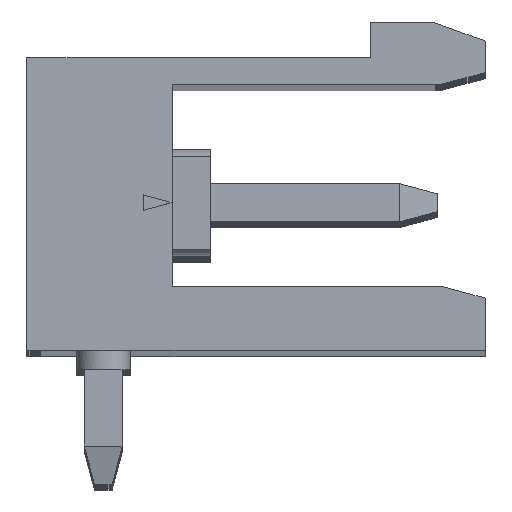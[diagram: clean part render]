
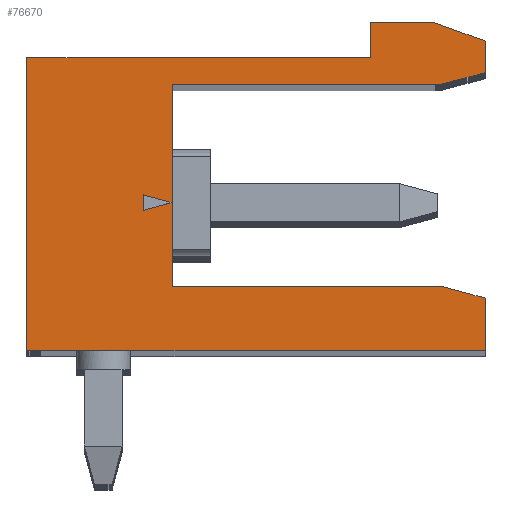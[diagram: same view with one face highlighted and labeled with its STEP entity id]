
A CAD part, top view. The second image highlights one B-rep face of the part: STEP entity #76670.
In plain terms, the highlighted planar face has unit normal (0, 0, 1).
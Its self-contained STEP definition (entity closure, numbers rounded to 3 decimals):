
#59330=CARTESIAN_POINT('',(39.677,41.844
   ,2.54));
#59340=VERTEX_POINT('',#59330);
#59490=CARTESIAN_POINT('',(39.677,41.442
   ,2.54));
#59500=VERTEX_POINT('',#59490);
#59530=CARTESIAN_POINT('',(39.677,0.
   ,2.54));
#59540=DIRECTION('',(0.,-1.,
   0.));
#59550=VECTOR('',#59540,1.);
#59560=LINE('',#59530,#59550);
#59570=EDGE_CURVE('',#59340,#59500,#59560,.T.);
#59780=CARTESIAN_POINT('',(48.627,45.048
   ,2.54));
#59790=VERTEX_POINT('',#59780);
#59960=CARTESIAN_POINT('',(47.464,44.736
   ,2.54));
#59970=VERTEX_POINT('',#59960);
#60000=CARTESIAN_POINT('',(0.,32.018
   ,2.54));
#60010=DIRECTION('',(0.966,0.259,
   0.));
#60020=VECTOR('',#60010,1.);
#60030=LINE('',#60000,#60020);
#60040=EDGE_CURVE('',#59970,#59790,#60030,.T.);
#63850=CARTESIAN_POINT('',(48.627,0.
   ,2.54));
#63860=DIRECTION('',(0.,1.,
   0.));
#63870=VECTOR('',#63860,1.);
#63880=LINE('',#63850,#63870);
#63890=CARTESIAN_POINT('',(48.627,45.873
   ,2.54));
#63900=VERTEX_POINT('',#63890);
#63910=EDGE_CURVE('',#59790,#63900,#63880,.T.);
#65760=CARTESIAN_POINT('',(40.427,41.643
   ,2.54));
#65770=VERTEX_POINT('',#65760);
#65890=CARTESIAN_POINT('',(-0.05,
   52.488,2.54));
#65900=DIRECTION('',(-0.966,0.259,
   0.));
#65910=VECTOR('',#65900,1.);
#65920=LINE('',#65890,#65910);
#65930=EDGE_CURVE('',#65770,#59340,#65920,.T.);
#69420=CARTESIAN_POINT('',(48.627,39.143
   ,2.54));
#69430=VERTEX_POINT('',#69420);
#69480=CARTESIAN_POINT('',(0.,52.172
   ,2.54));
#69490=DIRECTION('',(0.966,-0.259,
   0.));
#69500=VECTOR('',#69490,1.);
#69510=LINE('',#69480,#69500);
#69520=CARTESIAN_POINT('',(47.507,39.443
   ,2.54));
#69530=VERTEX_POINT('',#69520);
#69540=EDGE_CURVE('',#69530,#69430,#69510,.T.);
#74550=CARTESIAN_POINT('',(-0.05,
   30.797,2.54));
#74560=DIRECTION('',(0.966,0.259,
   0.));
#74570=VECTOR('',#74560,1.);
#74580=LINE('',#74550,#74570);
#74590=EDGE_CURVE('',#59500,#65770,#74580,.T.);
#75560=CARTESIAN_POINT('',(40.427,39.443
   ,2.54));
#75570=VERTEX_POINT('',#75560);
#75670=CARTESIAN_POINT('',(0.,39.443
   ,2.54));
#75680=DIRECTION('',(-1.,0.,
   0.));
#75690=VECTOR('',#75680,1.);
#75700=LINE('',#75670,#75690);
#75710=EDGE_CURVE('',#69530,#75570,#75700,.T.);
#75830=CARTESIAN_POINT('',(39.845,39.69
   ,2.54));
#75840=DIRECTION('',(0.,0.,
   1.));
#75850=DIRECTION('',(1.,0.,
   0.));
#75860=AXIS2_PLACEMENT_3D('',#75830,#75840,#75850);
#75870=PLANE('',#75860);
#75880=ORIENTED_EDGE('',*,*,#74590,.F.);
#75890=CARTESIAN_POINT('',(40.427,0.
   ,2.54));
#75900=DIRECTION('',(0.,1.,
   0.));
#75910=VECTOR('',#75900,1.);
#75920=LINE('',#75890,#75910);
#75930=EDGE_CURVE('',#75570,#65770,#75920,.T.);
#75940=ORIENTED_EDGE('',*,*,#75930,.T.);
#75950=ORIENTED_EDGE('',*,*,#75710,.T.);
#75960=ORIENTED_EDGE('',*,*,#69540,.F.);
#75970=CARTESIAN_POINT('',(48.627,0.
   ,2.54));
#75980=DIRECTION('',(0.,1.,
   0.));
#75990=VECTOR('',#75980,1.);
#76000=LINE('',#75970,#75990);
#76010=CARTESIAN_POINT('',(48.627,37.773
   ,2.54));
#76020=VERTEX_POINT('',#76010);
#76030=EDGE_CURVE('',#76020,#69430,#76000,.T.);
#76040=ORIENTED_EDGE('',*,*,#76030,.T.);
#76050=CARTESIAN_POINT('',(0.,37.773
   ,2.54));
#76060=DIRECTION('',(1.,0.,
   0.));
#76070=VECTOR('',#76060,1.);
#76080=LINE('',#76050,#76070);
#76090=CARTESIAN_POINT('',(36.627,37.773
   ,2.54));
#76100=VERTEX_POINT('',#76090);
#76110=EDGE_CURVE('',#76100,#76020,#76080,.T.);
#76120=ORIENTED_EDGE('',*,*,#76110,.T.);
#76130=CARTESIAN_POINT('',(36.627,0.
   ,2.54));
#76140=DIRECTION('',(0.,-1.,
   0.));
#76150=VECTOR('',#76140,1.);
#76160=LINE('',#76130,#76150);
#76170=CARTESIAN_POINT('',(36.627,45.443
   ,2.54));
#76180=VERTEX_POINT('',#76170);
#76190=EDGE_CURVE('',#76180,#76100,#76160,.T.);
#76200=ORIENTED_EDGE('',*,*,#76190,.T.);
#76210=CARTESIAN_POINT('',(0.,45.443
   ,2.54));
#76220=DIRECTION('',(-1.,0.,
   0.));
#76230=VECTOR('',#76220,1.);
#76240=LINE('',#76210,#76230);
#76250=CARTESIAN_POINT('',(45.627,45.443
   ,2.54));
#76260=VERTEX_POINT('',#76250);
#76270=EDGE_CURVE('',#76260,#76180,#76240,.T.);
#76280=ORIENTED_EDGE('',*,*,#76270,.T.);
#76290=CARTESIAN_POINT('',(45.627,0.
   ,2.54));
#76300=DIRECTION('',(0.,-1.,
   0.));
#76310=VECTOR('',#76300,1.);
#76320=LINE('',#76290,#76310);
#76330=CARTESIAN_POINT('',(45.627,46.373
   ,2.54));
#76340=VERTEX_POINT('',#76330);
#76350=EDGE_CURVE('',#76340,#76260,#76320,.T.);
#76360=ORIENTED_EDGE('',*,*,#76350,.T.);
#76370=CARTESIAN_POINT('',(0.,46.373
   ,2.54));
#76380=DIRECTION('',(-1.,0.,
   0.));
#76390=VECTOR('',#76380,1.);
#76400=LINE('',#76370,#76390);
#76410=CARTESIAN_POINT('',(47.253,46.373
   ,2.54));
#76420=VERTEX_POINT('',#76410);
#76430=EDGE_CURVE('',#76420,#76340,#76400,.T.);
#76440=ORIENTED_EDGE('',*,*,#76430,.T.);
#76450=CARTESIAN_POINT('',(0.,63.571
   ,2.54));
#76460=DIRECTION('',(-0.94,0.342,
   0.));
#76470=VECTOR('',#76460,1.);
#76480=LINE('',#76450,#76470);
#76490=EDGE_CURVE('',#63900,#76420,#76480,.T.);
#76500=ORIENTED_EDGE('',*,*,#76490,.T.);
#76510=ORIENTED_EDGE('',*,*,#63910,.T.);
#76520=ORIENTED_EDGE('',*,*,#60040,.T.);
#76530=CARTESIAN_POINT('',(0.,44.736
   ,2.54));
#76540=DIRECTION('',(1.,0.,
   0.));
#76550=VECTOR('',#76540,1.);
#76560=LINE('',#76530,#76550);
#76570=CARTESIAN_POINT('',(40.427,44.736
   ,2.54));
#76580=VERTEX_POINT('',#76570);
#76590=EDGE_CURVE('',#76580,#59970,#76560,.T.);
#76600=ORIENTED_EDGE('',*,*,#76590,.T.);
#76610=EDGE_CURVE('',#65770,#76580,#75920,.T.);
#76620=ORIENTED_EDGE('',*,*,#76610,.T.);
#76630=ORIENTED_EDGE('',*,*,#65930,.F.);
#76640=ORIENTED_EDGE('',*,*,#59570,.F.);
#76650=EDGE_LOOP('',(#76640,#76630,#76620,#76600,#76520,#76510,#76500,
   #76440,#76360,#76280,#76200,#76120,#76040,#75960,#75950,#75940,#75880
   ));
#76660=FACE_OUTER_BOUND('',#76650,.T.);
#76670=ADVANCED_FACE('',(#76660),#75870,.T.);
